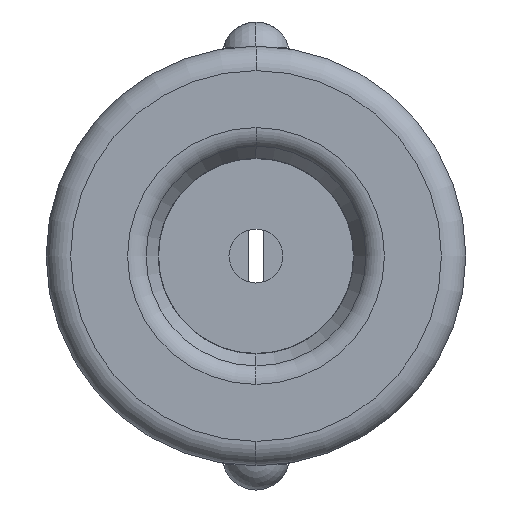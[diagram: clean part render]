
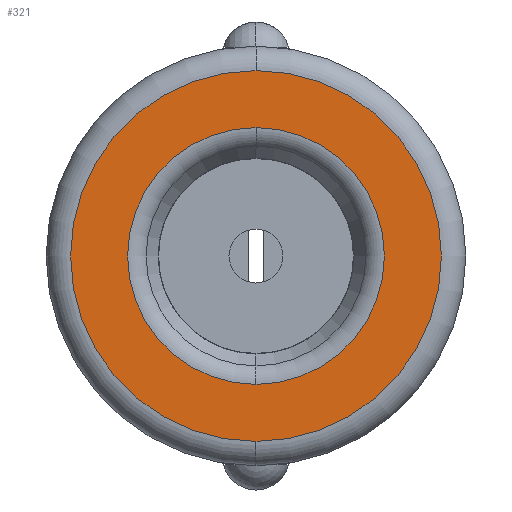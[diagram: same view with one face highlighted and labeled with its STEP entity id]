
A CAD part, left-side view. The second image highlights one B-rep face of the part: STEP entity #321.
In plain terms, the highlighted planar face has unit normal (-1, 0, 0).
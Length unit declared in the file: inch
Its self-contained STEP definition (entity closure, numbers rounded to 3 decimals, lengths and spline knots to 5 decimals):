
#8 = AXIS2_PLACEMENT_3D ( 'NONE', #2168, #2627, #1626 ) ;
#250 = AXIS2_PLACEMENT_3D ( 'NONE', #3821, #1380, #1744 ) ;
#279 = DIRECTION ( 'NONE',  ( 0., 0., -1. ) ) ;
#287 = EDGE_CURVE ( 'NONE', #4995, #5541, #4171, .T. ) ;
#321 = ADVANCED_FACE ( 'NONE', ( #3659, #6049 ), #3177, .F. ) ;
#556 = CIRCLE ( 'NONE', #4190, 0.24959 ) ;
#699 = DIRECTION ( 'NONE',  ( 0., 0., -1. ) ) ;
#983 = CIRCLE ( 'NONE', #250, 0.3605 ) ;
#1125 = CARTESIAN_POINT ( 'NONE',  ( 0., 0., 0. ) ) ;
#1204 = CARTESIAN_POINT ( 'NONE',  ( 0., 0., -0.24959 ) ) ;
#1217 = DIRECTION ( 'NONE',  ( 0., 0., 1. ) ) ;
#1380 = DIRECTION ( 'NONE',  ( 1., 0., 0. ) ) ;
#1451 = CARTESIAN_POINT ( 'NONE',  ( 0., 0., 0.3605 ) ) ;
#1626 = DIRECTION ( 'NONE',  ( 0., 0., 1. ) ) ;
#1693 = CARTESIAN_POINT ( 'NONE',  ( 0., 0., 0. ) ) ;
#1744 = DIRECTION ( 'NONE',  ( 0., 0., -1. ) ) ;
#1807 = EDGE_CURVE ( 'NONE', #3648, #5840, #983, .T. ) ;
#2058 = CARTESIAN_POINT ( 'NONE',  ( 0., 0., -0.3605 ) ) ;
#2168 = CARTESIAN_POINT ( 'NONE',  ( 0., 0., 0. ) ) ;
#2627 = DIRECTION ( 'NONE',  ( -1., 0., 0. ) ) ;
#2650 = CIRCLE ( 'NONE', #5135, 0.3605 ) ;
#3177 = PLANE ( 'NONE',  #5415 ) ;
#3309 = ORIENTED_EDGE ( 'NONE', *, *, #287, .F. ) ;
#3558 = EDGE_CURVE ( 'NONE', #5541, #4995, #556, .T. ) ;
#3648 = VERTEX_POINT ( 'NONE', #1451 ) ;
#3659 = FACE_BOUND ( 'NONE', #5213, .T. ) ;
#3692 = CARTESIAN_POINT ( 'NONE',  ( 0., 0., 0. ) ) ;
#3821 = CARTESIAN_POINT ( 'NONE',  ( 0., 0., 0. ) ) ;
#3836 = CARTESIAN_POINT ( 'NONE',  ( 0., 0., 0.24959 ) ) ;
#3973 = ORIENTED_EDGE ( 'NONE', *, *, #1807, .F. ) ;
#4171 = CIRCLE ( 'NONE', #8, 0.24959 ) ;
#4190 = AXIS2_PLACEMENT_3D ( 'NONE', #3692, #5678, #1217 ) ;
#4750 = ORIENTED_EDGE ( 'NONE', *, *, #3558, .F. ) ;
#4995 = VERTEX_POINT ( 'NONE', #3836 ) ;
#5097 = DIRECTION ( 'NONE',  ( 1., 0., 0. ) ) ;
#5135 = AXIS2_PLACEMENT_3D ( 'NONE', #1693, #5225, #279 ) ;
#5213 = EDGE_LOOP ( 'NONE', ( #3309, #4750 ) ) ;
#5225 = DIRECTION ( 'NONE',  ( 1., 0., 0. ) ) ;
#5415 = AXIS2_PLACEMENT_3D ( 'NONE', #1125, #5097, #699 ) ;
#5541 = VERTEX_POINT ( 'NONE', #1204 ) ;
#5628 = ORIENTED_EDGE ( 'NONE', *, *, #5943, .F. ) ;
#5678 = DIRECTION ( 'NONE',  ( -1., 0., 0. ) ) ;
#5840 = VERTEX_POINT ( 'NONE', #2058 ) ;
#5868 = EDGE_LOOP ( 'NONE', ( #5628, #3973 ) ) ;
#5943 = EDGE_CURVE ( 'NONE', #5840, #3648, #2650, .T. ) ;
#6049 = FACE_OUTER_BOUND ( 'NONE', #5868, .T. ) ;
